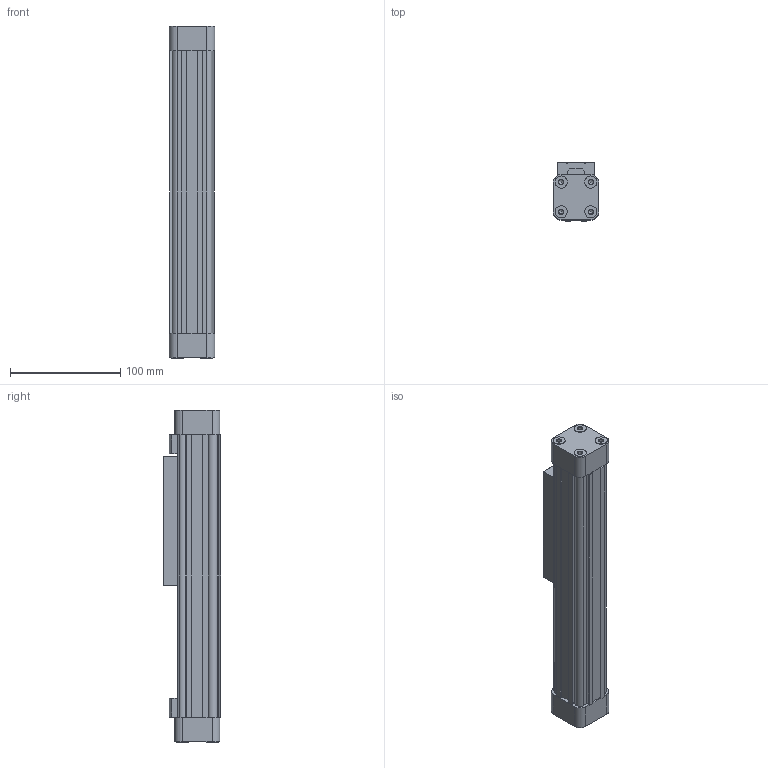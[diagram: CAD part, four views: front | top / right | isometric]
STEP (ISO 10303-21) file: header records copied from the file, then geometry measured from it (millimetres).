
FILE_DESCRIPTION( ( 'STEP AP214' ), ' ' );
FILE_NAME( 'OSPP250000000100000000000_2018-06-15_11-59-16.stp', '2018-06-15T10:01:27', ( '' ), ( '' ), ' ', 'PARTsolutions', ' ' );
FILE_SCHEMA( ( 'AUTOMOTIVE_DESIGN { 1 0 10303 214 1 1 1 1 }' ) );
Length unit declared in the file: millimetre
Products named in the file (5): OSPP250000000100000000000; _OSPP250000000100000000000_d; _PO-OSPP25 000000100000000000 (DL=front,DR=front POS = 0) Zylinder(0,0,0,0,0,0,0000)0; _PO-OSP-P25-00000-00100   (0,0,0) Cylinder piston; _13039FIL256
Assembly tree (4 placements, depth 2):
  OSPP250000000100000000000
    _OSPP250000000100000000000_d
    _PO-OSPP25 000000100000000000 (DL=front,DR=front POS = 0) Zylinder(0,0,0,0,0,0,0000)0
    _PO-OSP-P25-00000-00100   (0,0,0) Cylinder piston
    _13039FIL256
Bounding box: 41 x 52.5 x 300.8 mm (x, y, z)
Volume: 397044.6 mm3; surface area: 114588.3 mm2
Topology: 3 solids, 4 shells, 213 faces, 557 edges, 367 vertices
Faces by surface type: plane 141, cylinder 48, cone 24
Full cylindrical faces by diameter (mm): 4.134 x12, 5 x2, 8.566 x2, 11 x8, 25 x1
Entity records: 7822 total; most frequent: CARTESIAN_POINT 1047, DIRECTION 1020, ORIENTED_EDGE 956, EDGE_CURVE 478, LINE 372, VECTOR 372, VERTEX_POINT 350, AXIS2_PLACEMENT_3D 324
